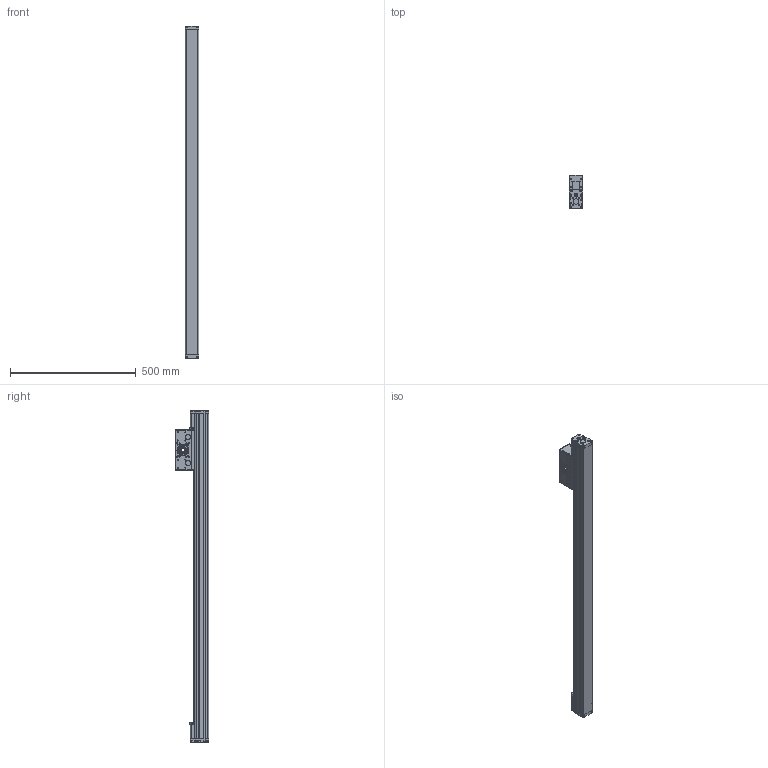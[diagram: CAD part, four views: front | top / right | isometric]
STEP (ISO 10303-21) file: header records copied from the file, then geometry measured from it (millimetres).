
FILE_DESCRIPTION (( 'STEP AP214' ), '1' );
FILE_NAME ('MTZ55L-1000-F16.STEP', '2023-03-21T07:16:12', ( '' ), ( '' ), 'SwSTEP 2.0', 'SolidWorks 2021', '' );
FILE_SCHEMA (( 'AUTOMOTIVE_DESIGN' ));
Length unit declared in the file: millimetre
Products named in the file (18): STOPPER-D10-M4; A7W016A; SGF47_Circlip DIN 472 - 47 x 1.75; A7PRM01-F16; A1A001L-0294; A7Y001; A7B101-0365; MTZ55L-1000-F16; A7Y002-F16; A7W012A; VSTCE0,50-003_ISO 4026 - M5 x 3-C; A7W005A; VTCEZ0,80-030_ISO 4762 M8 x 30 - 30C-Z; CSR-16005-2RS; VTCEZ0,40-016_ISO 4762 M4 x 16 - 16C-Z; A7W010A; VTCEZ0,50-025_ISO 4762 M5 x 25 - 25C-Z; VTREZ0,50-012_DIN 7984 - M5 x 12 - 12C-Z
Assembly tree (38 placements, depth 3):
  MTZ55L-1000-F16
    A1A001L-0294
    A7W005A  x2
    A7W012A  x2
    A7PRM01-F16
      A7W010A
      SGF47_Circlip DIN 472 - 47 x 1.75  x2
      CSR-16005-2RS  x2
      A7Y002-F16
      A7Y001  x2
      VTREZ0,50-012_DIN 7984 - M5 x 12 - 12C-Z  x2
      VSTCE0,50-003_ISO 4026 - M5 x 3-C  x2
    A7W016A
    VTCEZ0,50-025_ISO 4762 M5 x 25 - 25C-Z  x8
    VTCEZ0,40-016_ISO 4762 M4 x 16 - 16C-Z  x4
    VTCEZ0,80-030_ISO 4762 M8 x 30 - 30C-Z  x2
    A7B101-0365
    STOPPER-D10-M4  x4
Bounding box: 55 x 132.3 x 1318 mm (x, y, z)
Volume: 2289850.4 mm3; surface area: 974323 mm2
Topology: 41 solids, 45 shells, 1577 faces, 3801 edges, 2260 vertices
Faces by surface type: cylinder 604, plane 591, cone 294, torus 88
Entity records: 31686 total; most frequent: DIRECTION 5343, CARTESIAN_POINT 5036, ORIENTED_EDGE 4630, EDGE_CURVE 2315, AXIS2_PLACEMENT_3D 2012, VERTEX_POINT 1469, VECTOR 1319, LINE 1319
